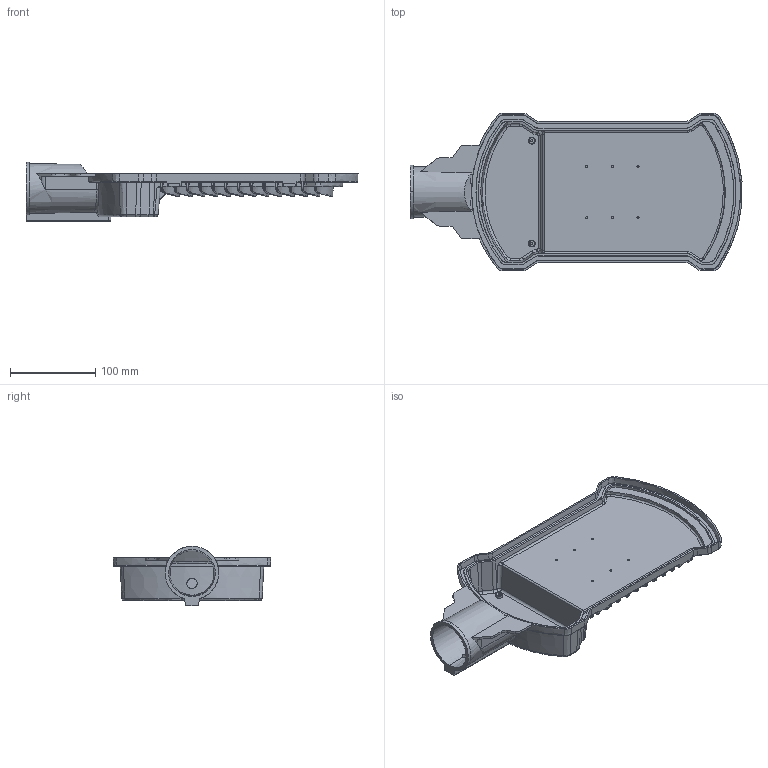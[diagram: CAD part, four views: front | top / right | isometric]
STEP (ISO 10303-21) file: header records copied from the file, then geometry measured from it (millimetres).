
FILE_DESCRIPTION(/* description */ (''),/* implementation_level */ '2;1');
FILE_NAME(/* name */ 'ds-xiao.stp',/* time_stamp */ '2019-04-01T13:59:30+08:00',/* author */ (''),/* organization */ (''),/* preprocessor_version */ 'ST-DEVELOPER v16.7',/* originating_system */ 'SIEMENS PLM Software NX 1855',/* authorisation */ '');
FILE_SCHEMA (('AP203_CONFIGURATION_CONTROLLED_3D_DESIGN_OF_MECHANICAL_PARTS_AND_ASSEMBLIES_MIM_LF { 1 0 10303 403 2 1 2}'));
Products named in the file (1): HZK-35C85D959pv8
Bounding box: 389.52 x 185.01 x 69.8 mm (x, y, z)
Volume: 287907 mm3; surface area: 227797.5 mm2
Topology: 1 solids, 1 shells, 727 faces, 1926 edges, 1210 vertices
Faces by surface type: bspline 403, plane 194, cylinder 130
Entity records: 43043 total; most frequent: CARTESIAN_POINT 28661, ORIENTED_EDGE 3844, EDGE_CURVE 1922, DIRECTION 1594, B_SPLINE_CURVE_WITH_KNOTS 1230, VERTEX_POINT 1210, EDGE_LOOP 746, ADVANCED_FACE 727
